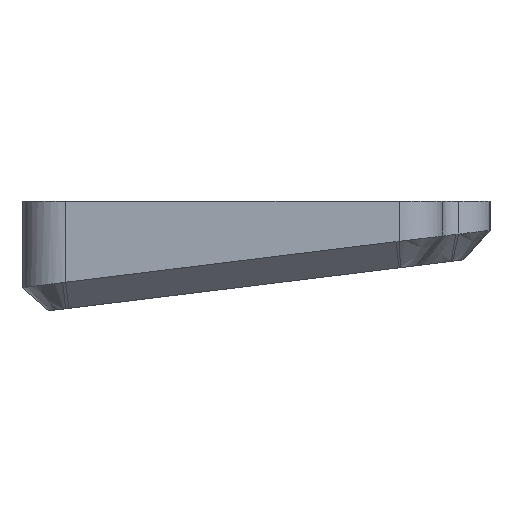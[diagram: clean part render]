
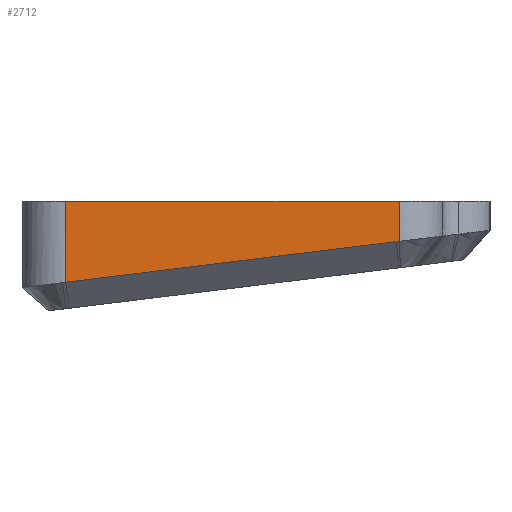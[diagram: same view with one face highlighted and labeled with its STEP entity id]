
A CAD part, left-side view. The second image highlights one B-rep face of the part: STEP entity #2712.
In plain terms, the highlighted planar face has unit normal (-1, 0, 0).
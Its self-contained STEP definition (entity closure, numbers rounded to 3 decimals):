
#241=B_SPLINE_CURVE_WITH_KNOTS('',3,(#4919,#4920,#4921,#4922),
 .UNSPECIFIED.,.F.,.F.,(4,4),(1.498,1.571),
 .UNSPECIFIED.);
#404=FACE_OUTER_BOUND('',#576,.T.);
#576=EDGE_LOOP('',(#2416,#2417,#2418,#2419,#2420));
#782=LINE('',#4926,#1025);
#815=LINE('',#5055,#1058);
#816=LINE('',#5058,#1059);
#817=LINE('',#5059,#1060);
#1025=VECTOR('',#3525,10.);
#1058=VECTOR('',#3620,10.);
#1059=VECTOR('',#3623,10.);
#1060=VECTOR('',#3624,10.);
#1296=VERTEX_POINT('',#4893);
#1297=VERTEX_POINT('',#4917);
#1298=VERTEX_POINT('',#4924);
#1313=VERTEX_POINT('',#5053);
#1314=VERTEX_POINT('',#5057);
#1650=EDGE_CURVE('',#1296,#1297,#241,.T.);
#1652=EDGE_CURVE('',#1297,#1298,#782,.T.);
#1693=EDGE_CURVE('',#1313,#1296,#815,.T.);
#1694=EDGE_CURVE('',#1314,#1298,#816,.T.);
#1695=EDGE_CURVE('',#1313,#1314,#817,.T.);
#2416=ORIENTED_EDGE('',*,*,#1694,.T.);
#2417=ORIENTED_EDGE('',*,*,#1652,.F.);
#2418=ORIENTED_EDGE('',*,*,#1650,.F.);
#2419=ORIENTED_EDGE('',*,*,#1693,.F.);
#2420=ORIENTED_EDGE('',*,*,#1695,.T.);
#2564=PLANE('',#2944);
#2712=ADVANCED_FACE('',(#404),#2564,.T.);
#2944=AXIS2_PLACEMENT_3D('',#5056,#3621,#3622);
#3525=DIRECTION('',(0.,0.993,-0.122));
#3620=DIRECTION('',(0.,0.,-1.));
#3621=DIRECTION('center_axis',(-1.,0.,0.));
#3622=DIRECTION('ref_axis',(0.,1.,0.));
#3623=DIRECTION('',(0.,0.,-1.));
#3624=DIRECTION('',(0.,1.,0.));
#4893=CARTESIAN_POINT('',(-217.905,-33.93,16.797));
#4917=CARTESIAN_POINT('',(-217.905,-33.199,16.707));
#4919=CARTESIAN_POINT('Ctrl Pts',(-217.905,-33.93,16.797));
#4920=CARTESIAN_POINT('Ctrl Pts',(-217.905,-33.686,16.767));
#4921=CARTESIAN_POINT('Ctrl Pts',(-217.905,-33.442,16.737));
#4922=CARTESIAN_POINT('Ctrl Pts',(-217.905,-33.199,16.707));
#4924=CARTESIAN_POINT('',(-217.905,42.319,7.435));
#4926=CARTESIAN_POINT('',(-217.905,-22.292,15.368));
#5053=CARTESIAN_POINT('',(-217.905,-33.93,25.98));
#5055=CARTESIAN_POINT('',(-217.905,-33.93,16.98));
#5056=CARTESIAN_POINT('Origin',(-217.905,-43.93,16.98));
#5057=CARTESIAN_POINT('',(-217.905,42.319,25.98));
#5058=CARTESIAN_POINT('',(-217.905,42.319,16.98));
#5059=CARTESIAN_POINT('',(-217.905,-22.561,25.98));
